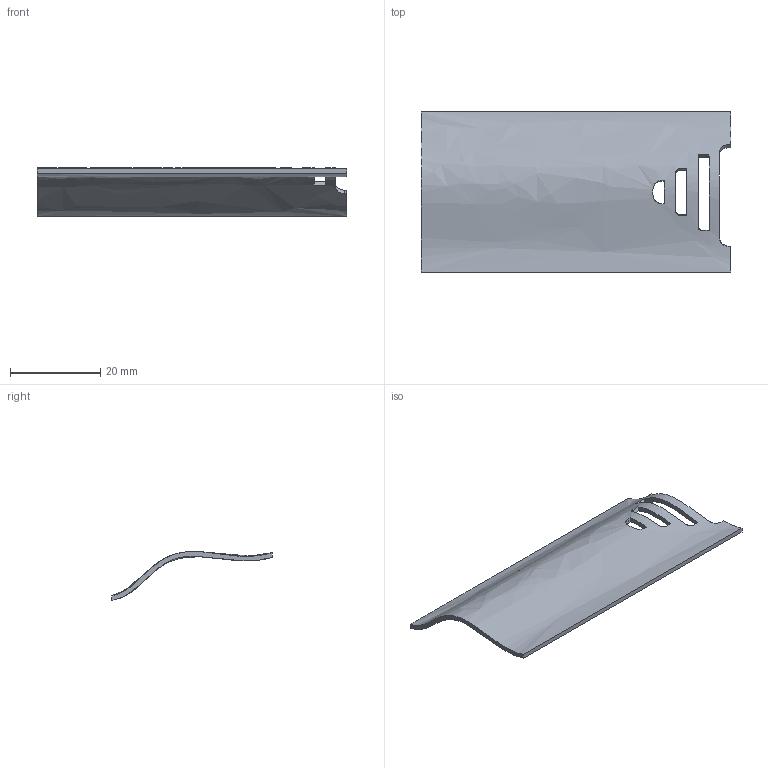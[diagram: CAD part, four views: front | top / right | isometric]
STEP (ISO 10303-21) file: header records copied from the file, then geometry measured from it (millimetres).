
FILE_DESCRIPTION(/* description */ (''),/* implementation_level */ '2;1');
FILE_NAME(/* name */ 'Lid.step',/* time_stamp */ '2025-07-20T16:17:46+05:30',/* author */ (''),/* organization */ (''),/* preprocessor_version */ 'ST-DEVELOPER v20.1',/* originating_system */ 'Autodesk Translation Framework v14.10.0.0',/* authorisation */ '');
FILE_SCHEMA (('AUTOMOTIVE_DESIGN { 1 0 10303 214 3 1 1 }'));
Length unit declared in the file: millimetre
Products named in the file (1): Lid
Bounding box: 68.5 x 35.5 x 10.85 mm (x, y, z)
Volume: 2525.5 mm3; surface area: 5327.3 mm2
Topology: 1 solids, 1 shells, 29 faces, 81 edges, 54 vertices
Faces by surface type: plane 20, bspline 9
Entity records: 1316 total; most frequent: CARTESIAN_POINT 641, ORIENTED_EDGE 162, EDGE_CURVE 81, DIRECTION 73, VERTEX_POINT 54, B_SPLINE_CURVE_WITH_KNOTS 50, EDGE_LOOP 35, LINE 31
